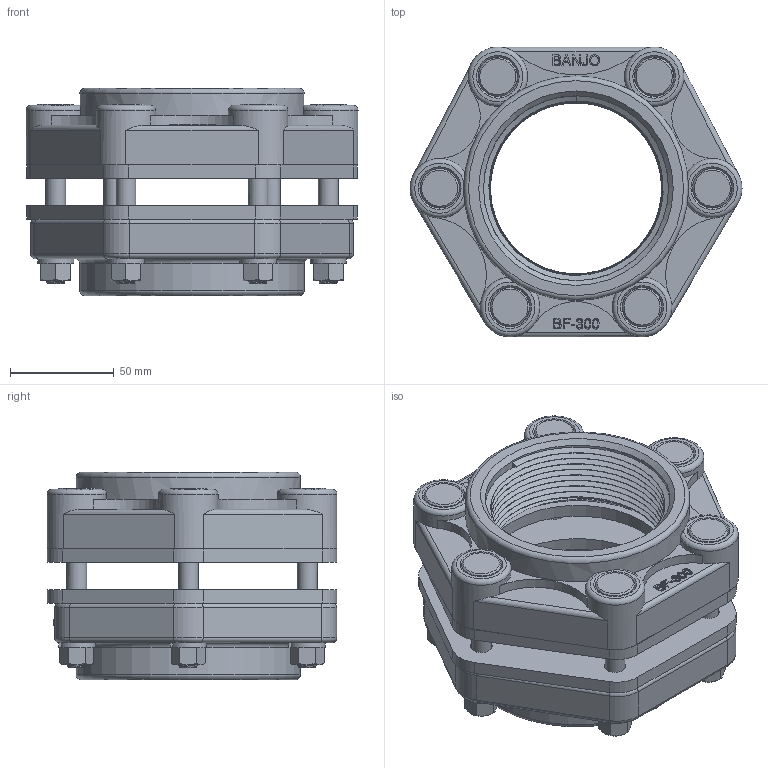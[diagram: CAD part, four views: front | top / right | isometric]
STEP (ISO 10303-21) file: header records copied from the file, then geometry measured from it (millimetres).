
FILE_DESCRIPTION(/* description */ ('3" X 3" THREADED BOLTED TANK FLANGE '),/* implementation_level */ '2;1');
FILE_NAME(/* name */ 'BF300.stp',/* time_stamp */ '2020-04-22T08:10:42-04:00',/* author */ (''),/* organization */ (''),/* preprocessor_version */ 'ST-DEVELOPER v17.2',/* originating_system */ 'Autodesk Inventor 2019',/* authorisation */ '');
FILE_SCHEMA (('AUTOMOTIVE_DESIGN { 1 0 10303 214 3 1 1 }'));
Length unit declared in the file: inch
Products named in the file (9): BF300; BF301; BF300GE; V30164; BF306; V20018; V20019; BF304A; VL1004
Assembly tree (29 placements, depth 2):
  BF300
    BF301
    BF300GE  x2
    V30164
    BF306  x6
    V20018  x6
    V20019  x6
    BF304A  x6
    VL1004
Bounding box: 159.64 x 139.32 x 99.65 mm (x, y, z)
Volume: 723603.1 mm3; surface area: 203542 mm2
Topology: 29 solids, 29 shells, 1501 faces, 3891 edges, 2510 vertices
Faces by surface type: cylinder 469, plane 460, cone 448, bspline 91, torus 27, sphere 6
Full cylindrical faces by diameter (mm): 8.236 x90, 9.525 x90, 10.312 x6, 10.319 x6, 10.414 x12, 18.161 x6, 18.847 x12, 19.05 x6, 86.614 x3, 107.95 x2
Entity records: 25389 total; most frequent: CARTESIAN_POINT 10077, ORIENTED_EDGE 3238, DIRECTION 2863, EDGE_CURVE 1619, VERTEX_POINT 1057, AXIS2_PLACEMENT_3D 1013, LINE 837, VECTOR 837
